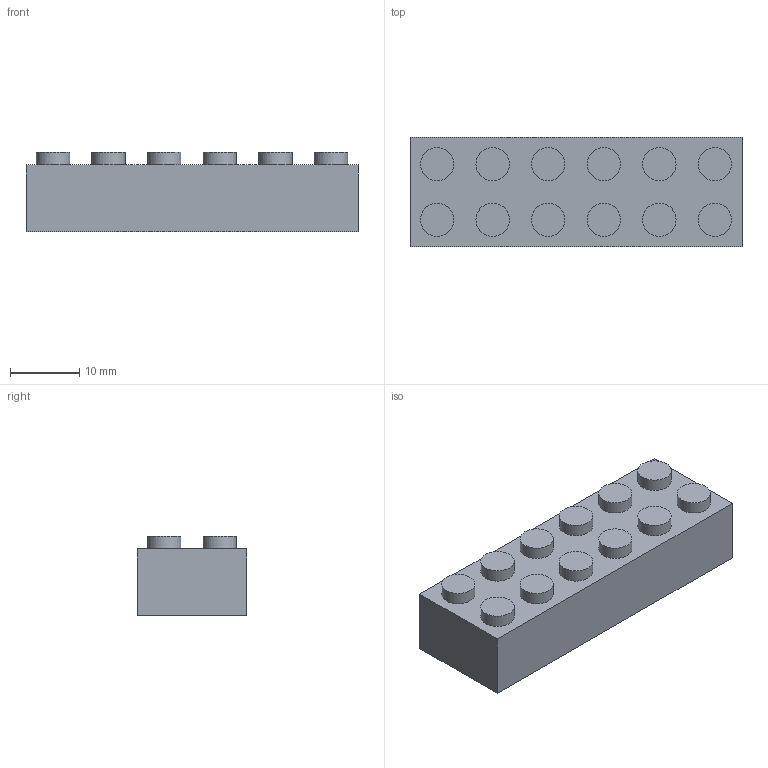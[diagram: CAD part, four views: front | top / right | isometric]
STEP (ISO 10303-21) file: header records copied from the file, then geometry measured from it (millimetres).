
FILE_DESCRIPTION(('Zoo Text-to-CAD'),'1');
FILE_NAME('Zoo Text-to-CAD model','2024-09-01T17:09:59',('Author'),('Zoo'),'Zoo Text-to-CAD','text-to-cad.zoo.dev','Unknown');
FILE_SCHEMA(('AUTOMOTIVE_DESIGN { 1 0 10303 214 1 1 1 1 }'));
Length unit declared in the file: millimetre
Products named in the file (1): Zoo Text-to-CAD
Bounding box: 47.8 x 15.8 x 11.4 mm (x, y, z)
Volume: 3607.3 mm3; surface area: 5428.2 mm2
Topology: 1 solids, 1 shells, 55 faces, 90 edges, 60 vertices
Faces by surface type: plane 33, cylinder 22
Full cylindrical faces by diameter (mm): 4.8 x17, 6.5 x5
Entity records: 2452 total; most frequent: DIRECTION 410, CARTESIAN_POINT 402, ORIENTED_EDGE 180, PCURVE 180, DEFINITIONAL_REPRESENTATION 180, LINE 166, VECTOR 166, AXIS2_PLACEMENT_3D 100
